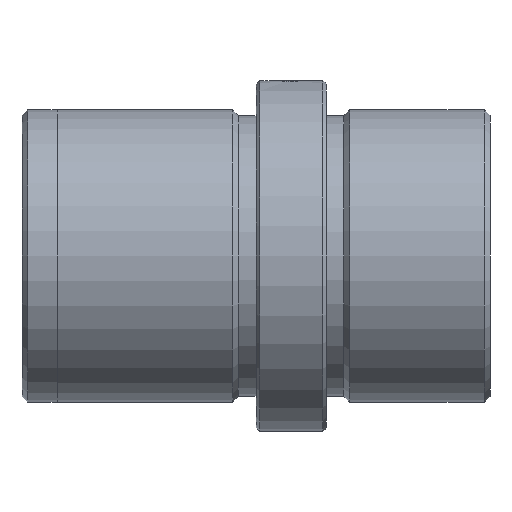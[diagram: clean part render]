
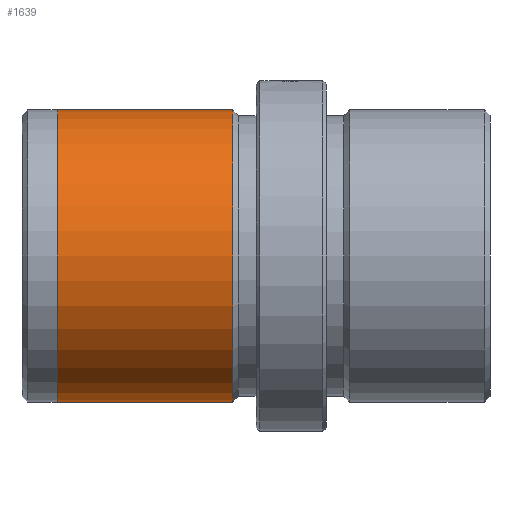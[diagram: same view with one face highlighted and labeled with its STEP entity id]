
A CAD part, left-side view. The second image highlights one B-rep face of the part: STEP entity #1639.
In plain terms, the highlighted cylindrical face has radius 12.5 mm (diameter 25 mm), a partial arc.
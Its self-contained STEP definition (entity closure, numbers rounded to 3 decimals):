
#9 = ORIENTED_EDGE ( 'NONE', *, *, #174, .T. ) ;
#55 = VECTOR ( 'NONE', #1321, 1000. ) ;
#71 = CARTESIAN_POINT ( 'NONE',  ( 0., 22., 12.5 ) ) ;
#91 = DIRECTION ( 'NONE',  ( 0., -1., 0. ) ) ;
#134 = VERTEX_POINT ( 'NONE', #2061 ) ;
#174 = EDGE_CURVE ( 'NONE', #1421, #934, #1989, .T. ) ;
#254 = DIRECTION ( 'NONE',  ( 0., 0., -1. ) ) ;
#305 = AXIS2_PLACEMENT_3D ( 'NONE', #1380, #91, #254 ) ;
#317 = DIRECTION ( 'NONE',  ( 0., -1., 0. ) ) ;
#373 = VECTOR ( 'NONE', #959, 1000. ) ;
#488 = ORIENTED_EDGE ( 'NONE', *, *, #1200, .F. ) ;
#501 = LINE ( 'NONE', #1954, #55 ) ;
#566 = CYLINDRICAL_SURFACE ( 'NONE', #305, 12.5 ) ;
#636 = ORIENTED_EDGE ( 'NONE', *, *, #949, .T. ) ;
#758 = AXIS2_PLACEMENT_3D ( 'NONE', #1283, #317, #1439 ) ;
#810 = CIRCLE ( 'NONE', #1043, 12.5 ) ;
#890 = DIRECTION ( 'NONE',  ( 0., -1., 0. ) ) ;
#934 = VERTEX_POINT ( 'NONE', #1273 ) ;
#949 = EDGE_CURVE ( 'NONE', #134, #1421, #1306, .T. ) ;
#952 = CARTESIAN_POINT ( 'NONE',  ( 0., 0., -12.5 ) ) ;
#959 = DIRECTION ( 'NONE',  ( 0., -1., 0. ) ) ;
#1043 = AXIS2_PLACEMENT_3D ( 'NONE', #1829, #890, #1986 ) ;
#1200 = EDGE_CURVE ( 'NONE', #2045, #934, #810, .T. ) ;
#1273 = CARTESIAN_POINT ( 'NONE',  ( 0., 22., -12.5 ) ) ;
#1283 = CARTESIAN_POINT ( 'NONE',  ( 0., 37., 0. ) ) ;
#1306 = CIRCLE ( 'NONE', #758, 12.5 ) ;
#1321 = DIRECTION ( 'NONE',  ( 0., -1., 0. ) ) ;
#1380 = CARTESIAN_POINT ( 'NONE',  ( 0., 0., 0. ) ) ;
#1401 = EDGE_CURVE ( 'NONE', #134, #2045, #501, .T. ) ;
#1419 = FACE_OUTER_BOUND ( 'NONE', #1585, .T. ) ;
#1421 = VERTEX_POINT ( 'NONE', #1959 ) ;
#1439 = DIRECTION ( 'NONE',  ( 0., 0., -1. ) ) ;
#1585 = EDGE_LOOP ( 'NONE', ( #1595, #636, #9, #488 ) ) ;
#1595 = ORIENTED_EDGE ( 'NONE', *, *, #1401, .F. ) ;
#1639 = ADVANCED_FACE ( 'NONE', ( #1419 ), #566, .T. ) ;
#1829 = CARTESIAN_POINT ( 'NONE',  ( 0., 22., 0. ) ) ;
#1954 = CARTESIAN_POINT ( 'NONE',  ( 0., 0., 12.5 ) ) ;
#1959 = CARTESIAN_POINT ( 'NONE',  ( 0., 37., -12.5 ) ) ;
#1986 = DIRECTION ( 'NONE',  ( 0., 0., -1. ) ) ;
#1989 = LINE ( 'NONE', #952, #373 ) ;
#2045 = VERTEX_POINT ( 'NONE', #71 ) ;
#2061 = CARTESIAN_POINT ( 'NONE',  ( 0., 37., 12.5 ) ) ;
